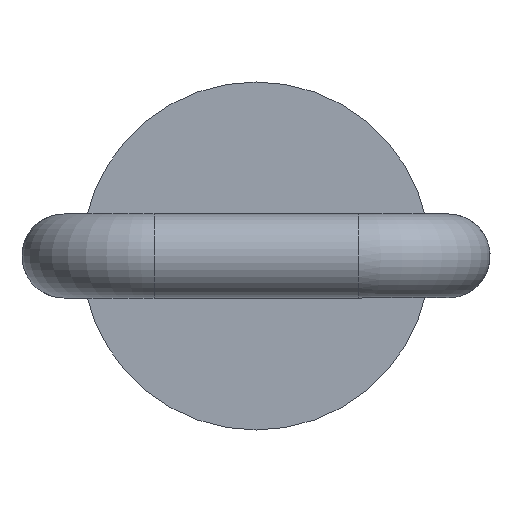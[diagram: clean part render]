
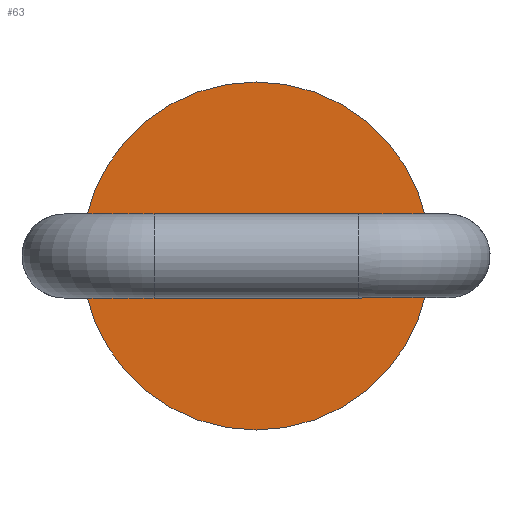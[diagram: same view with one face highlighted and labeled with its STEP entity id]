
A CAD part, left-side view. The second image highlights one B-rep face of the part: STEP entity #63.
In plain terms, the highlighted planar face has unit normal (-1, 0, 0).
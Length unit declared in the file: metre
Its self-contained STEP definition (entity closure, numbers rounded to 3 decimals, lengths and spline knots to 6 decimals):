
#63 = ADVANCED_FACE( '', ( #132 ), #133, .F. );
#132 = FACE_OUTER_BOUND( '', #201, .T. );
#133 = PLANE( '', #202 );
#201 = EDGE_LOOP( '', ( #315, #316, #317, #318 ) );
#202 = AXIS2_PLACEMENT_3D( '', #319, #320, #321 );
#315 = ORIENTED_EDGE( '', *, *, #397, .F. );
#316 = ORIENTED_EDGE( '', *, *, #367, .F. );
#317 = ORIENTED_EDGE( '', *, *, #386, .F. );
#318 = ORIENTED_EDGE( '', *, *, #363, .F. );
#319 = CARTESIAN_POINT( '', ( -0.366713, -3.843061, 1.916592 ) );
#320 = DIRECTION( '', ( 1., 0., 0. ) );
#321 = DIRECTION( '', ( 0., 0., -1. ) );
#363 = EDGE_CURVE( '', #415, #418, #419, .T. );
#367 = EDGE_CURVE( '', #424, #426, #427, .T. );
#386 = EDGE_CURVE( '', #418, #424, #455, .F. );
#397 = EDGE_CURVE( '', #426, #415, #469, .F. );
#415 = VERTEX_POINT( '', #488 );
#418 = VERTEX_POINT( '', #492 );
#419 = CIRCLE( '', #493, 0.018415 );
#424 = VERTEX_POINT( '', #499 );
#426 = VERTEX_POINT( '', #502 );
#427 = CIRCLE( '', #503, 0.018415 );
#455 = CIRCLE( '', #536, 0.004445 );
#469 = CIRCLE( '', #550, 0.004445 );
#488 = CARTESIAN_POINT( '', ( -0.366713, -3.857905, 1.439713 ) );
#492 = CARTESIAN_POINT( '', ( -0.366713, -3.821868, 1.439713 ) );
#493 = AXIS2_PLACEMENT_3D( '', #571, #572, #573 );
#499 = CARTESIAN_POINT( '', ( -0.366713, -3.821868, 1.447318 ) );
#502 = CARTESIAN_POINT( '', ( -0.366713, -3.857905, 1.447318 ) );
#503 = AXIS2_PLACEMENT_3D( '', #579, #580, #581 );
#536 = AXIS2_PLACEMENT_3D( '', #614, #615, #616 );
#550 = AXIS2_PLACEMENT_3D( '', #632, #633, #634 );
#571 = CARTESIAN_POINT( '', ( -0.366713, -3.839886, 1.443515 ) );
#572 = DIRECTION( '', ( 1., 0., 0. ) );
#573 = DIRECTION( '', ( 0., 0., -1. ) );
#579 = CARTESIAN_POINT( '', ( -0.366713, -3.839886, 1.443515 ) );
#580 = DIRECTION( '', ( 1., 0., 0. ) );
#581 = DIRECTION( '', ( 0., 0., -1. ) );
#614 = CARTESIAN_POINT( '', ( -0.366713, -3.819566, 1.443515 ) );
#615 = DIRECTION( '', ( 1., 0., 0. ) );
#616 = DIRECTION( '', ( 0., 0., -1. ) );
#632 = CARTESIAN_POINT( '', ( -0.366713, -3.860206, 1.443515 ) );
#633 = DIRECTION( '', ( 1., 0., 0. ) );
#634 = DIRECTION( '', ( 0., 0., -1. ) );
